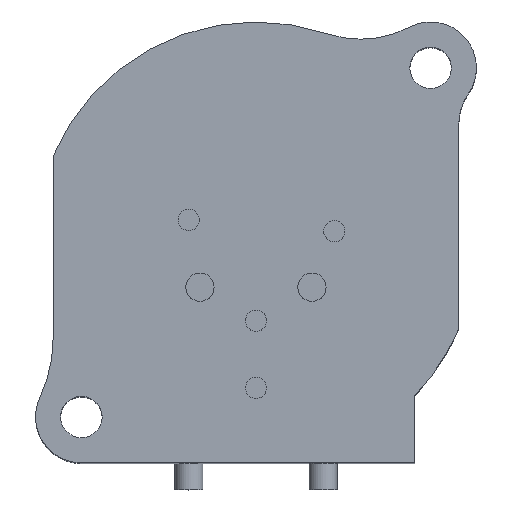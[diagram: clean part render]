
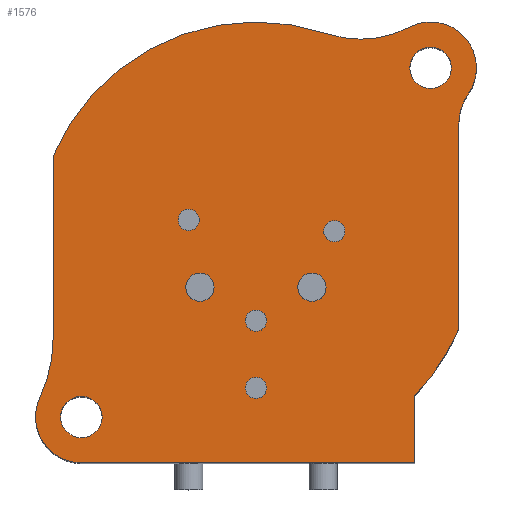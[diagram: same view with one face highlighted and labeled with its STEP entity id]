
A CAD part, top view. The second image highlights one B-rep face of the part: STEP entity #1576.
In plain terms, the highlighted planar face has unit normal (0, 0, 1).
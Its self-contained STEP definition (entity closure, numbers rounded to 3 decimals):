
#364=CARTESIAN_POINT('',(9.9,9.9,24.));
#365=DIRECTION('',(0.,0.,-1.));
#366=DIRECTION('',(1.,0.,0.));
#367=AXIS2_PLACEMENT_3D('',#364,#365,#366);
#372=CARTESIAN_POINT('',(9.9,9.9,24.));
#373=DIRECTION('',(0.,0.,-1.));
#374=DIRECTION('',(-1.,0.,0.));
#375=AXIS2_PLACEMENT_3D('',#372,#373,#374);
#380=CARTESIAN_POINT('',(-9.9,-9.9,24.));
#381=DIRECTION('',(0.,0.,-1.));
#382=DIRECTION('',(1.,0.,0.));
#383=AXIS2_PLACEMENT_3D('',#380,#381,#382);
#388=CARTESIAN_POINT('',(-9.9,-9.9,24.));
#389=DIRECTION('',(0.,0.,-1.));
#390=DIRECTION('',(-1.,0.,0.));
#391=AXIS2_PLACEMENT_3D('',#388,#389,#390);
#396=DIRECTION('',(0.,-1.,0.));
#397=VECTOR('',#396,10.305);
#398=CARTESIAN_POINT('',(-11.5,4.899,24.));
#399=LINE('',#398,#397);
#403=CARTESIAN_POINT('',(0.,0.,24.));
#404=DIRECTION('',(0.,0.,1.));
#405=DIRECTION('',(0.32,0.947,0.));
#406=AXIS2_PLACEMENT_3D('',#403,#404,#405);
#411=CARTESIAN_POINT('',(5.924,17.526,24.));
#412=DIRECTION('',(0.,0.,-1.));
#413=DIRECTION('',(0.462,-0.887,0.));
#414=AXIS2_PLACEMENT_3D('',#411,#412,#413);
#419=CARTESIAN_POINT('',(9.9,9.9,24.));
#420=DIRECTION('',(0.,0.,1.));
#421=DIRECTION('',(0.821,-0.57,0.));
#422=AXIS2_PLACEMENT_3D('',#419,#420,#421);
#427=CARTESIAN_POINT('',(14.5,6.706,24.));
#428=DIRECTION('',(0.,0.,-1.));
#429=DIRECTION('',(-1.,0.,0.));
#430=AXIS2_PLACEMENT_3D('',#427,#428,#429);
#435=DIRECTION('',(0.,1.,0.));
#436=VECTOR('',#435,11.605);
#437=CARTESIAN_POINT('',(11.5,-4.899,24.));
#438=LINE('',#437,#436);
#442=CARTESIAN_POINT('',(0.,0.,24.));
#443=DIRECTION('',(0.,0.,1.));
#444=DIRECTION('',(0.72,-0.694,0.));
#445=AXIS2_PLACEMENT_3D('',#442,#443,#444);
#450=DIRECTION('',(0.,1.,0.));
#451=VECTOR('',#450,3.825);
#452=CARTESIAN_POINT('',(9.,-12.5,24.));
#453=LINE('',#452,#451);
#457=DIRECTION('',(1.,0.,0.));
#458=VECTOR('',#457,18.9);
#459=CARTESIAN_POINT('',(-9.9,-12.5,24.));
#460=LINE('',#459,#458);
#464=CARTESIAN_POINT('',(-9.9,-9.9,24.));
#465=DIRECTION('',(0.,0.,1.));
#466=DIRECTION('',(-0.906,0.424,0.));
#467=AXIS2_PLACEMENT_3D('',#464,#465,#466);
#472=CARTESIAN_POINT('',(-19.5,-5.406,24.));
#473=DIRECTION('',(0.,0.,-1.));
#474=DIRECTION('',(1.,0.,0.));
#475=AXIS2_PLACEMENT_3D('',#472,#473,#474);
#480=CARTESIAN_POINT('',(-3.81,1.27,24.));
#481=DIRECTION('',(0.,0.,1.));
#482=DIRECTION('',(1.,0.,0.));
#483=AXIS2_PLACEMENT_3D('',#480,#481,#482);
#488=CARTESIAN_POINT('',(-3.81,1.27,24.));
#489=DIRECTION('',(0.,0.,1.));
#490=DIRECTION('',(-1.,0.,0.));
#491=AXIS2_PLACEMENT_3D('',#488,#489,#490);
#496=CARTESIAN_POINT('',(4.445,0.635,24.));
#497=DIRECTION('',(0.,0.,1.));
#498=DIRECTION('',(1.,0.,0.));
#499=AXIS2_PLACEMENT_3D('',#496,#497,#498);
#504=CARTESIAN_POINT('',(4.445,0.635,24.));
#505=DIRECTION('',(0.,0.,1.));
#506=DIRECTION('',(-1.,0.,0.));
#507=AXIS2_PLACEMENT_3D('',#504,#505,#506);
#512=CARTESIAN_POINT('',(0.,-4.445,24.));
#513=DIRECTION('',(0.,0.,1.));
#514=DIRECTION('',(1.,0.,0.));
#515=AXIS2_PLACEMENT_3D('',#512,#513,#514);
#520=CARTESIAN_POINT('',(0.,-4.445,24.));
#521=DIRECTION('',(0.,0.,1.));
#522=DIRECTION('',(-1.,0.,0.));
#523=AXIS2_PLACEMENT_3D('',#520,#521,#522);
#528=CARTESIAN_POINT('',(0.,-8.255,24.));
#529=DIRECTION('',(0.,0.,1.));
#530=DIRECTION('',(1.,0.,0.));
#531=AXIS2_PLACEMENT_3D('',#528,#529,#530);
#536=CARTESIAN_POINT('',(0.,-8.255,24.));
#537=DIRECTION('',(0.,0.,1.));
#538=DIRECTION('',(-1.,0.,0.));
#539=AXIS2_PLACEMENT_3D('',#536,#537,#538);
#544=CARTESIAN_POINT('',(-3.175,-2.54,24.));
#545=DIRECTION('',(0.,0.,1.));
#546=DIRECTION('',(1.,0.,0.));
#547=AXIS2_PLACEMENT_3D('',#544,#545,#546);
#552=CARTESIAN_POINT('',(-3.175,-2.54,24.));
#553=DIRECTION('',(0.,0.,1.));
#554=DIRECTION('',(-1.,0.,0.));
#555=AXIS2_PLACEMENT_3D('',#552,#553,#554);
#560=CARTESIAN_POINT('',(3.175,-2.54,24.));
#561=DIRECTION('',(0.,0.,1.));
#562=DIRECTION('',(1.,0.,0.));
#563=AXIS2_PLACEMENT_3D('',#560,#561,#562);
#568=CARTESIAN_POINT('',(3.175,-2.54,24.));
#569=DIRECTION('',(0.,0.,1.));
#570=DIRECTION('',(-1.,0.,0.));
#571=AXIS2_PLACEMENT_3D('',#568,#569,#570);
#1267=CARTESIAN_POINT('',(-11.5,4.899,24.));
#1268=CARTESIAN_POINT('',(-11.5,-5.406,24.));
#1269=VERTEX_POINT('',#1267);
#1270=VERTEX_POINT('',#1268);
#1271=CARTESIAN_POINT('',(-12.255,-8.798,24.));
#1272=CARTESIAN_POINT('',(-9.9,-12.5,24.));
#1273=VERTEX_POINT('',#1271);
#1274=VERTEX_POINT('',#1272);
#1275=CARTESIAN_POINT('',(9.,-12.5,24.));
#1276=VERTEX_POINT('',#1275);
#1277=CARTESIAN_POINT('',(9.,-8.675,24.));
#1278=VERTEX_POINT('',#1277);
#1279=CARTESIAN_POINT('',(11.5,-4.899,24.));
#1280=CARTESIAN_POINT('',(11.5,6.706,24.));
#1281=VERTEX_POINT('',#1279);
#1282=VERTEX_POINT('',#1280);
#1283=CARTESIAN_POINT('',(12.036,8.417,24.));
#1284=CARTESIAN_POINT('',(8.698,12.205,24.));
#1285=VERTEX_POINT('',#1283);
#1286=VERTEX_POINT('',#1284);
#1287=CARTESIAN_POINT('',(4.003,11.842,24.));
#1288=VERTEX_POINT('',#1287);
#1297=CARTESIAN_POINT('',(11.075,9.9,24.));
#1298=CARTESIAN_POINT('',(8.725,9.9,24.));
#1299=VERTEX_POINT('',#1297);
#1300=VERTEX_POINT('',#1298);
#1301=CARTESIAN_POINT('',(-8.725,-9.9,24.));
#1302=CARTESIAN_POINT('',(-11.075,-9.9,24.));
#1303=VERTEX_POINT('',#1301);
#1304=VERTEX_POINT('',#1302);
#1341=CARTESIAN_POINT('',(-3.21,1.27,24.));
#1342=VERTEX_POINT('',#1341);
#1343=CARTESIAN_POINT('',(-4.41,1.27,24.));
#1344=VERTEX_POINT('',#1343);
#1345=CARTESIAN_POINT('',(5.045,0.635,24.));
#1346=VERTEX_POINT('',#1345);
#1347=CARTESIAN_POINT('',(3.845,0.635,24.));
#1348=VERTEX_POINT('',#1347);
#1349=CARTESIAN_POINT('',(0.6,-4.445,24.));
#1350=VERTEX_POINT('',#1349);
#1351=CARTESIAN_POINT('',(-0.6,-4.445,24.));
#1352=VERTEX_POINT('',#1351);
#1405=CARTESIAN_POINT('',(0.6,-8.255,24.));
#1406=VERTEX_POINT('',#1405);
#1407=CARTESIAN_POINT('',(-0.6,-8.255,24.));
#1408=VERTEX_POINT('',#1407);
#1409=CARTESIAN_POINT('',(-2.375,-2.54,24.));
#1410=VERTEX_POINT('',#1409);
#1411=CARTESIAN_POINT('',(-3.975,-2.54,24.));
#1412=VERTEX_POINT('',#1411);
#1413=CARTESIAN_POINT('',(3.975,-2.54,24.));
#1414=VERTEX_POINT('',#1413);
#1415=CARTESIAN_POINT('',(2.375,-2.54,24.));
#1416=VERTEX_POINT('',#1415);
#1501=CARTESIAN_POINT('',(0.,0.,24.));
#1502=DIRECTION('',(0.,0.,1.));
#1503=DIRECTION('',(1.,0.,0.));
#1504=AXIS2_PLACEMENT_3D('',#1501,#1502,#1503);
#1505=PLANE('',#1504);
#1507=ORIENTED_EDGE('',*,*,#1506,.F.);
#1509=ORIENTED_EDGE('',*,*,#1508,.F.);
#1511=ORIENTED_EDGE('',*,*,#1510,.F.);
#1513=ORIENTED_EDGE('',*,*,#1512,.F.);
#1515=ORIENTED_EDGE('',*,*,#1514,.F.);
#1517=ORIENTED_EDGE('',*,*,#1516,.F.);
#1519=ORIENTED_EDGE('',*,*,#1518,.F.);
#1521=ORIENTED_EDGE('',*,*,#1520,.F.);
#1523=ORIENTED_EDGE('',*,*,#1522,.F.);
#1525=ORIENTED_EDGE('',*,*,#1524,.F.);
#1527=ORIENTED_EDGE('',*,*,#1526,.F.);
#1528=EDGE_LOOP('',(#1507,#1509,#1511,#1513,#1515,#1517,#1519,#1521,#1523,#1525,
#1527));
#1529=FACE_OUTER_BOUND('',#1528,.F.);
#1531=ORIENTED_EDGE('',*,*,#1530,.F.);
#1533=ORIENTED_EDGE('',*,*,#1532,.F.);
#1534=EDGE_LOOP('',(#1531,#1533));
#1535=FACE_BOUND('',#1534,.F.);
#1536=ORIENTED_EDGE('',*,*,#1481,.F.);
#1537=ORIENTED_EDGE('',*,*,#1495,.F.);
#1538=EDGE_LOOP('',(#1536,#1537));
#1539=FACE_BOUND('',#1538,.F.);
#1541=ORIENTED_EDGE('',*,*,#1540,.T.);
#1543=ORIENTED_EDGE('',*,*,#1542,.T.);
#1544=EDGE_LOOP('',(#1541,#1543));
#1545=FACE_BOUND('',#1544,.F.);
#1547=ORIENTED_EDGE('',*,*,#1546,.T.);
#1549=ORIENTED_EDGE('',*,*,#1548,.T.);
#1550=EDGE_LOOP('',(#1547,#1549));
#1551=FACE_BOUND('',#1550,.F.);
#1553=ORIENTED_EDGE('',*,*,#1552,.T.);
#1555=ORIENTED_EDGE('',*,*,#1554,.T.);
#1556=EDGE_LOOP('',(#1553,#1555));
#1557=FACE_BOUND('',#1556,.F.);
#1559=ORIENTED_EDGE('',*,*,#1558,.T.);
#1561=ORIENTED_EDGE('',*,*,#1560,.T.);
#1562=EDGE_LOOP('',(#1559,#1561));
#1563=FACE_BOUND('',#1562,.F.);
#1565=ORIENTED_EDGE('',*,*,#1564,.T.);
#1567=ORIENTED_EDGE('',*,*,#1566,.T.);
#1568=EDGE_LOOP('',(#1565,#1567));
#1569=FACE_BOUND('',#1568,.F.);
#1571=ORIENTED_EDGE('',*,*,#1570,.T.);
#1573=ORIENTED_EDGE('',*,*,#1572,.T.);
#1574=EDGE_LOOP('',(#1571,#1573));
#1575=FACE_BOUND('',#1574,.F.);
#368=CIRCLE('',#367,1.175);
#376=CIRCLE('',#375,1.175);
#384=CIRCLE('',#383,1.175);
#392=CIRCLE('',#391,1.175);
#407=CIRCLE('',#406,12.5);
#415=CIRCLE('',#414,6.);
#423=CIRCLE('',#422,2.6);
#431=CIRCLE('',#430,3.);
#446=CIRCLE('',#445,12.5);
#468=CIRCLE('',#467,2.6);
#476=CIRCLE('',#475,8.);
#484=CIRCLE('',#483,0.6);
#492=CIRCLE('',#491,0.6);
#500=CIRCLE('',#499,0.6);
#508=CIRCLE('',#507,0.6);
#516=CIRCLE('',#515,0.6);
#524=CIRCLE('',#523,0.6);
#532=CIRCLE('',#531,0.6);
#540=CIRCLE('',#539,0.6);
#548=CIRCLE('',#547,0.8);
#556=CIRCLE('',#555,0.8);
#564=CIRCLE('',#563,0.8);
#572=CIRCLE('',#571,0.8);
#1481=EDGE_CURVE('',#1299,#1300,#368,.T.);
#1495=EDGE_CURVE('',#1300,#1299,#376,.T.);
#1506=EDGE_CURVE('',#1269,#1270,#399,.T.);
#1508=EDGE_CURVE('',#1288,#1269,#407,.T.);
#1510=EDGE_CURVE('',#1286,#1288,#415,.T.);
#1512=EDGE_CURVE('',#1285,#1286,#423,.T.);
#1514=EDGE_CURVE('',#1282,#1285,#431,.T.);
#1516=EDGE_CURVE('',#1281,#1282,#438,.T.);
#1518=EDGE_CURVE('',#1278,#1281,#446,.T.);
#1520=EDGE_CURVE('',#1276,#1278,#453,.T.);
#1522=EDGE_CURVE('',#1274,#1276,#460,.T.);
#1524=EDGE_CURVE('',#1273,#1274,#468,.T.);
#1526=EDGE_CURVE('',#1270,#1273,#476,.T.);
#1530=EDGE_CURVE('',#1303,#1304,#384,.T.);
#1532=EDGE_CURVE('',#1304,#1303,#392,.T.);
#1540=EDGE_CURVE('',#1342,#1344,#484,.T.);
#1542=EDGE_CURVE('',#1344,#1342,#492,.T.);
#1546=EDGE_CURVE('',#1346,#1348,#500,.T.);
#1548=EDGE_CURVE('',#1348,#1346,#508,.T.);
#1552=EDGE_CURVE('',#1350,#1352,#516,.T.);
#1554=EDGE_CURVE('',#1352,#1350,#524,.T.);
#1558=EDGE_CURVE('',#1406,#1408,#532,.T.);
#1560=EDGE_CURVE('',#1408,#1406,#540,.T.);
#1564=EDGE_CURVE('',#1410,#1412,#548,.T.);
#1566=EDGE_CURVE('',#1412,#1410,#556,.T.);
#1570=EDGE_CURVE('',#1414,#1416,#564,.T.);
#1572=EDGE_CURVE('',#1416,#1414,#572,.T.);
#1576=ADVANCED_FACE('',(#1529,#1535,#1539,#1545,#1551,#1557,#1563,#1569,#1575),
#1505,.T.);
